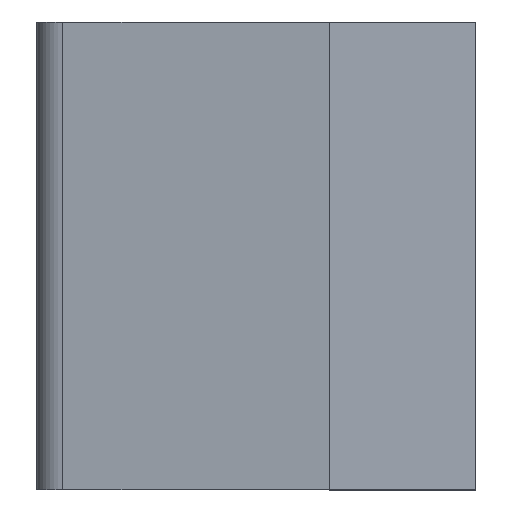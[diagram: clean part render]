
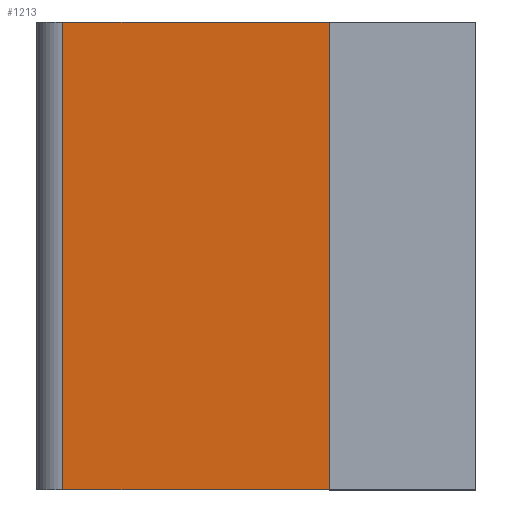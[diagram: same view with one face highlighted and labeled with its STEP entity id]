
A CAD part, left-side view. The second image highlights one B-rep face of the part: STEP entity #1213.
In plain terms, the highlighted planar face has unit normal (-0.995, 0.1, 0).
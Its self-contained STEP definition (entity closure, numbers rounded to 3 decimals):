
#46 = DIRECTION ( 'NONE',  ( 0.1, 0.995, 0. ) ) ;
#95 = CARTESIAN_POINT ( 'NONE',  ( -0.6, 0.25, 0.4 ) ) ;
#110 = DIRECTION ( 'NONE',  ( 0., 0., -1. ) ) ;
#125 = DIRECTION ( 'NONE',  ( 0., 0., -1. ) ) ;
#297 = ORIENTED_EDGE ( 'NONE', *, *, #1437, .F. ) ;
#360 = LINE ( 'NONE', #1018, #890 ) ;
#370 = EDGE_CURVE ( 'NONE', #1334, #700, #767, .T. ) ;
#447 = CARTESIAN_POINT ( 'NONE',  ( -0.555, 0.705, -0.4 ) ) ;
#466 = DIRECTION ( 'NONE',  ( -0.1, -0.995, 0. ) ) ;
#513 = LINE ( 'NONE', #95, #1006 ) ;
#516 = CARTESIAN_POINT ( 'NONE',  ( -0.619, 0.062, -0.4 ) ) ;
#538 = ORIENTED_EDGE ( 'NONE', *, *, #740, .T. ) ;
#546 = VECTOR ( 'NONE', #46, 1000. ) ;
#551 = EDGE_LOOP ( 'NONE', ( #1070, #297, #795, #538 ) ) ;
#553 = AXIS2_PLACEMENT_3D ( 'NONE', #1150, #1269, #466 ) ;
#655 = DIRECTION ( 'NONE',  ( 0.1, 0.995, 0. ) ) ;
#700 = VERTEX_POINT ( 'NONE', #928 ) ;
#740 = EDGE_CURVE ( 'NONE', #700, #1103, #360, .T. ) ;
#765 = CARTESIAN_POINT ( 'NONE',  ( -0.6, 0.25, -0.4 ) ) ;
#767 = LINE ( 'NONE', #1289, #769 ) ;
#769 = VECTOR ( 'NONE', #655, 1000. ) ;
#795 = ORIENTED_EDGE ( 'NONE', *, *, #370, .T. ) ;
#890 = VECTOR ( 'NONE', #125, 1000. ) ;
#928 = CARTESIAN_POINT ( 'NONE',  ( -0.555, 0.705, 0.4 ) ) ;
#1006 = VECTOR ( 'NONE', #110, 1000. ) ;
#1018 = CARTESIAN_POINT ( 'NONE',  ( -0.555, 0.705, 0.4 ) ) ;
#1027 = LINE ( 'NONE', #516, #546 ) ;
#1032 = FACE_OUTER_BOUND ( 'NONE', #551, .T. ) ;
#1034 = PLANE ( 'NONE',  #553 ) ;
#1070 = ORIENTED_EDGE ( 'NONE', *, *, #1284, .F. ) ;
#1075 = VERTEX_POINT ( 'NONE', #765 ) ;
#1087 = CARTESIAN_POINT ( 'NONE',  ( -0.6, 0.25, 0.4 ) ) ;
#1103 = VERTEX_POINT ( 'NONE', #447 ) ;
#1150 = CARTESIAN_POINT ( 'NONE',  ( -0.619, 0.062, 0.4 ) ) ;
#1213 = ADVANCED_FACE ( 'NONE', ( #1032 ), #1034, .T. ) ;
#1269 = DIRECTION ( 'NONE',  ( -0.995, 0.1, 0. ) ) ;
#1284 = EDGE_CURVE ( 'NONE', #1075, #1103, #1027, .T. ) ;
#1289 = CARTESIAN_POINT ( 'NONE',  ( -0.619, 0.062, 0.4 ) ) ;
#1334 = VERTEX_POINT ( 'NONE', #1087 ) ;
#1437 = EDGE_CURVE ( 'NONE', #1334, #1075, #513, .T. ) ;
